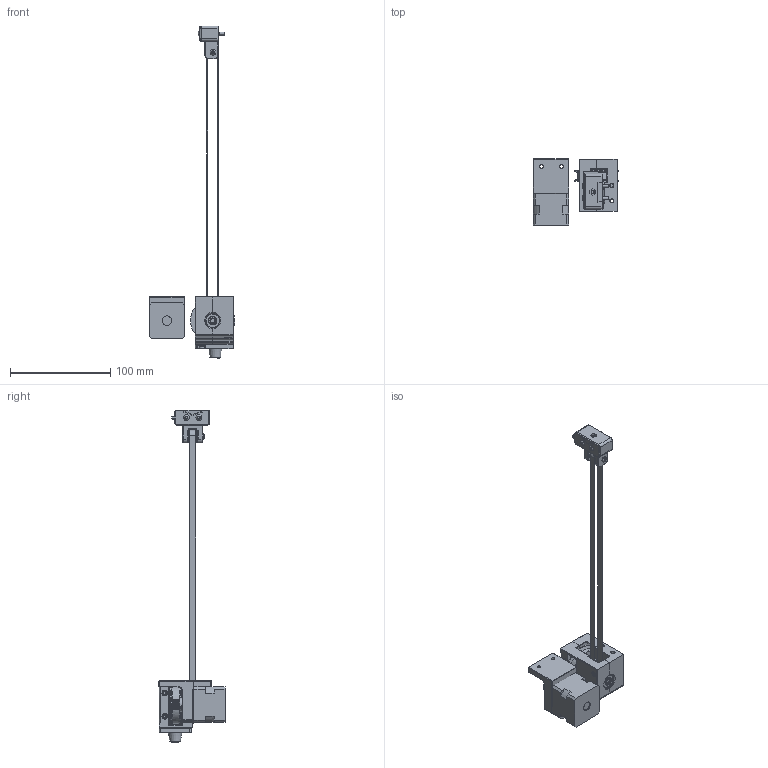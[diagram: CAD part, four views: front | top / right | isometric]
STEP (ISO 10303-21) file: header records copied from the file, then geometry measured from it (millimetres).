
FILE_DESCRIPTION(/* description */ (''),/* implementation_level */ '2;1');
FILE_NAME(/* name */ 'Z_Drive.step',/* time_stamp */ '2021-05-18T01:28:29-07:00',/* author */ (''),/* organization */ (''),/* preprocessor_version */ 'ST-DEVELOPER v18.1',/* originating_system */ 'Autodesk Translation Framework v10.6.0.1341',/* authorisation */ '');
FILE_SCHEMA (('AUTOMOTIVE_DESIGN { 1 0 10303 214 3 1 1 }'));
Products named in the file (31): Z Drive; Belt; Component300(Mirror)(Mirror)(Mirror) (1)(Mirror)(Mirror) (1)(Mirror); Shaft Assembly; 625 2RS (1); GT2 16T v2 (1) (1)(Mirror) (1); 5mm shaft; GT2_60T_5mmBore v1; M5 .5mm Spacer (1) (1); Hardware; M3x6 SHCS (2) (1); M3x10 BHCS v3; m3x12 bhcs; M3_Hex_Nut v2; Rubber_Foot-1 v1; M3x35 SHCS (2); M3 Threaded Insert Short.step v1; ZDrive; Z Idler v10(Mirror); Z Tensioner (1)(Mirror); f623_stack(Mirror); f623-rs (1)(Mirror)(Mirror) (1)(Mirror); Hardware(Mirror); M3x25 BHCS (Mirror); M3 Hexnut(Mirror); M3x12 SHCS(Mirror); m3_nut; M3x20 BHCS  (1)(Mirror); MotorMount; NEMA14 Stepper ; GT2 16T v2 (1) (1)(Mirror) (2)
Assembly tree (51 placements, depth 4):
  Z Drive
    Belt
      Component300(Mirror)(Mirror)(Mirror) (1)(Mirror)(Mirror) (1)(Mirror)
    Shaft Assembly
      M5 .5mm Spacer (1) (1)  x7
      625 2RS (1)  x2
      GT2 16T v2 (1) (1)(Mirror) (1)
      5mm shaft
      GT2_60T_5mmBore v1
    Hardware
      M3x6 SHCS (2) (1)  x3
      M3x10 BHCS v3
        m3x12 bhcs
      M3_Hex_Nut v2
      Rubber_Foot-1 v1
      M3 Threaded Insert Short.step v1  x8
      M3x35 SHCS (2)  x4
    ZDrive
    Z Idler v10(Mirror)
      Z Tensioner (1)(Mirror)
      f623_stack(Mirror)
        f623-rs (1)(Mirror)(Mirror) (1)(Mirror)  x2
      Hardware(Mirror)
        M3x25 BHCS (Mirror)  x2
        M3 Hexnut(Mirror)
        M3x12 SHCS(Mirror)
        m3_nut
      M3x20 BHCS  (1)(Mirror)
    MotorMount
    NEMA14 Stepper 
      GT2 16T v2 (1) (1)(Mirror) (2)
Bounding box: 85.17 x 65.85 x 330.91 mm (x, y, z)
Volume: 140603.2 mm3; surface area: 68517 mm2
Topology: 51 solids, 51 shells, 3212 faces, 8546 edges, 5510 vertices
Faces by surface type: bspline 1208, cylinder 1056, plane 607, cone 286, torus 43, sphere 12
Full cylindrical faces by diameter (mm): 2.388 x4, 3 x31, 3.4 x25, 4.7 x8, 5 x6, 5.05 x8, 5.16 x8, 5.24 x1, 5.3 x7, 5.5 x8, 5.56 x8, 5.7 x4, 6 x9, 6.06 x4, 6.2 x1, 6.94 x4, 8.5 x4, 9.398 x1, 10 x9, 10.16 x1, 11.7 x2, 13.2 x4, 13.9 x4, 16 x2, 21.946 x1, 25 x1, 38 x1, 44 x2
Entity records: 50751 total; most frequent: CARTESIAN_POINT 16169, DIRECTION 7274, ORIENTED_EDGE 7038, EDGE_CURVE 3519, AXIS2_PLACEMENT_3D 2769, VERTEX_POINT 2202, LINE 1736, VECTOR 1736
